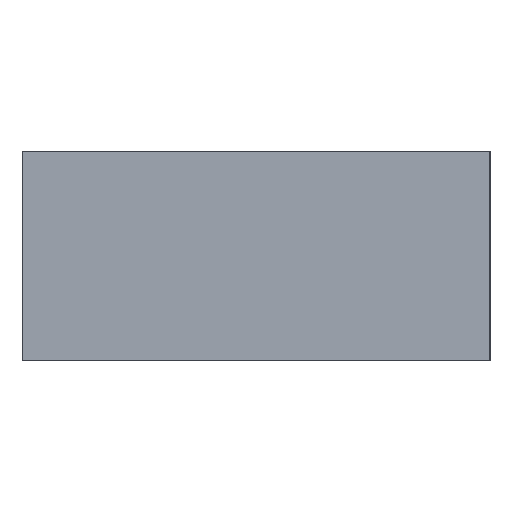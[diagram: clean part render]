
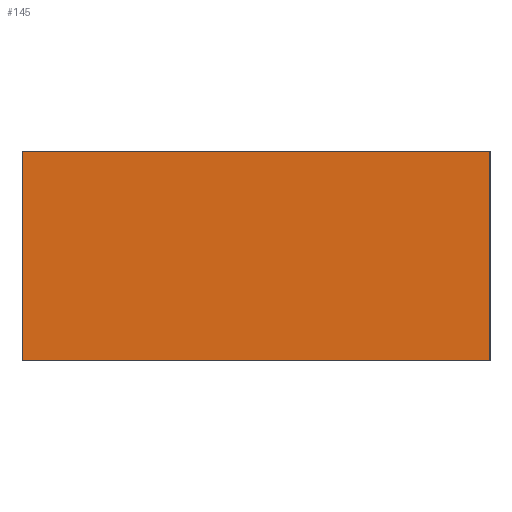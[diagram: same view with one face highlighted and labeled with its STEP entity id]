
A CAD part, left-side view. The second image highlights one B-rep face of the part: STEP entity #145.
In plain terms, the highlighted planar face has unit normal (-1, 0, 0).
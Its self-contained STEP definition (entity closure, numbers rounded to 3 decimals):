
#42=CARTESIAN_POINT('',(-3.994,-0.172,83.225));
#43=VERTEX_POINT('',#42);
#50=CARTESIAN_POINT('',(-3.994,-0.172,22.225));
#51=VERTEX_POINT('',#50);
#52=CARTESIAN_POINT('',(-3.994,-0.172,22.225));
#53=DIRECTION('',(0.,0.,1.));
#54=VECTOR('',#53,61.);
#55=LINE('',#52,#54);
#56=EDGE_CURVE('',#51,#43,#55,.T.);
#107=CARTESIAN_POINT('',(-3.994,138.579,81.725));
#108=DIRECTION('',(-1.,0.,-0.));
#109=DIRECTION('',(0.,-0.,-1.));
#110=AXIS2_PLACEMENT_3D('',#107,#108,#109);
#111=PLANE('',#110);
#112=ORIENTED_EDGE('',*,*,#56,.T.);
#113=CARTESIAN_POINT('',(-3.994,62.676,83.225));
#114=VERTEX_POINT('',#113);
#115=CARTESIAN_POINT('',(-3.994,-0.172,83.225));
#116=DIRECTION('',(0.,1.,0.));
#117=VECTOR('',#116,62.848);
#118=LINE('',#115,#117);
#119=EDGE_CURVE('',#43,#114,#118,.T.);
#120=ORIENTED_EDGE('',*,*,#119,.T.);
#121=CARTESIAN_POINT('',(-3.994,135.828,83.225));
#122=VERTEX_POINT('',#121);
#123=CARTESIAN_POINT('',(-3.994,62.676,83.225));
#124=DIRECTION('',(0.,1.,0.));
#125=VECTOR('',#124,73.151);
#126=LINE('',#123,#125);
#127=EDGE_CURVE('',#114,#122,#126,.T.);
#128=ORIENTED_EDGE('',*,*,#127,.T.);
#129=CARTESIAN_POINT('',(-3.994,135.828,22.225));
#130=VERTEX_POINT('',#129);
#131=CARTESIAN_POINT('',(-3.994,135.828,83.225));
#132=DIRECTION('',(0.,-0.,-1.));
#133=VECTOR('',#132,61.);
#134=LINE('',#131,#133);
#135=EDGE_CURVE('',#122,#130,#134,.T.);
#136=ORIENTED_EDGE('',*,*,#135,.T.);
#137=CARTESIAN_POINT('',(-3.994,135.828,22.225));
#138=DIRECTION('',(-0.,-1.,-0.));
#139=VECTOR('',#138,135.999);
#140=LINE('',#137,#139);
#141=EDGE_CURVE('',#130,#51,#140,.T.);
#142=ORIENTED_EDGE('',*,*,#141,.T.);
#143=EDGE_LOOP('',(#112,#120,#128,#136,#142));
#144=FACE_BOUND('',#143,.T.);
#145=ADVANCED_FACE('',(#144),#111,.T.);
